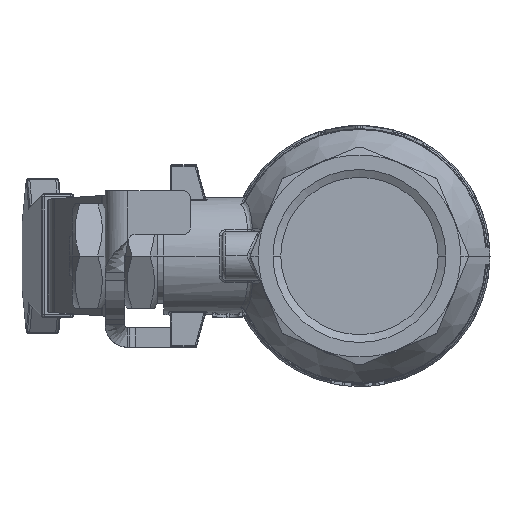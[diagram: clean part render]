
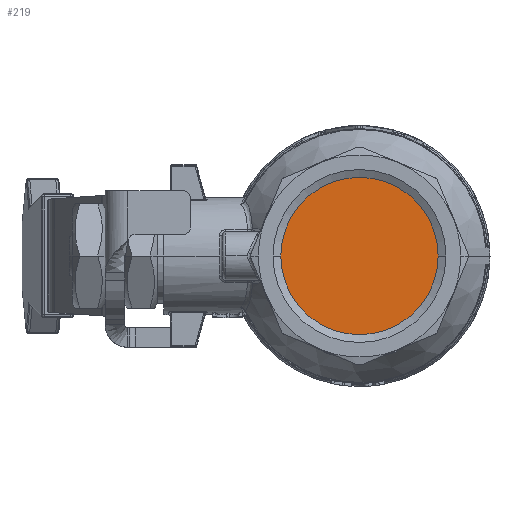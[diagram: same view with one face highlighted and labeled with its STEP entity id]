
A CAD part, left-side view. The second image highlights one B-rep face of the part: STEP entity #219.
In plain terms, the highlighted planar face has unit normal (-1, 0, 0).
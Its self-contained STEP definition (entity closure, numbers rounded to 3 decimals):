
#219=ADVANCED_FACE('',(#1349),#1350,.F.);
#1349=FACE_OUTER_BOUND('',#3363,.T.);
#1350=PLANE('',#3364);
#3363=EDGE_LOOP('',(#36112,#36113));
#3364=AXIS2_PLACEMENT_3D('',#36114,#36115,#36116);
#36112=ORIENTED_EDGE('',*,*,#42541,.F.);
#36113=ORIENTED_EDGE('',*,*,#42449,.F.);
#36114=CARTESIAN_POINT('',(-18.0,-10.779,0.0));
#36115=DIRECTION('',(1.0,0.0,0.0));
#36116=DIRECTION('',(0.0,1.0,0.0));
#42449=EDGE_CURVE('',#45360,#45362,#45363,.T.);
#42541=EDGE_CURVE('',#45362,#45360,#45515,.T.);
#45360=VERTEX_POINT('',#49941);
#45362=VERTEX_POINT('',#49944);
#45363=CIRCLE('',#49945,12.059);
#45515=CIRCLE('',#50442,12.059);
#49941=CARTESIAN_POINT('',(-18.0,-12.059,0.));
#49944=CARTESIAN_POINT('',(-18.0,12.059,0.));
#49945=AXIS2_PLACEMENT_3D('',#71499,#71500,#71501);
#50442=AXIS2_PLACEMENT_3D('',#71639,#71640,#71641);
#71499=CARTESIAN_POINT('',(-18.0,0.0,0.0));
#71500=DIRECTION('',(1.0,0.0,0.0));
#71501=DIRECTION('',(0.0,-1.0,0.0));
#71639=CARTESIAN_POINT('',(-18.0,0.0,0.0));
#71640=DIRECTION('',(1.0,0.0,0.0));
#71641=DIRECTION('',(0.0,-1.0,0.0));
